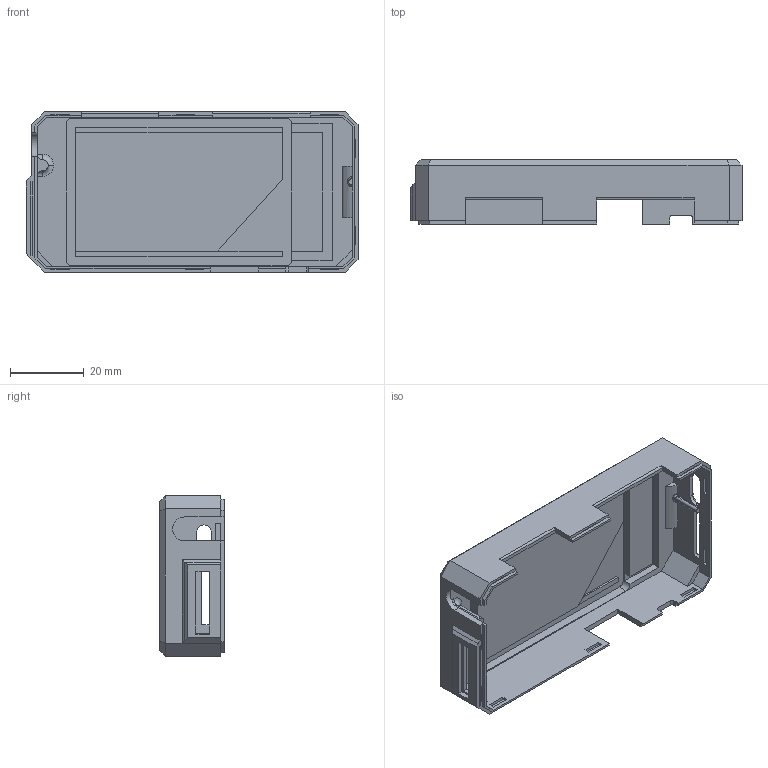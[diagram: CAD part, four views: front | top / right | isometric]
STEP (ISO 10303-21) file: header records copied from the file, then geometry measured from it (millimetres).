
FILE_DESCRIPTION (( 'STEP AP214' ), '1' );
FILE_NAME ('shell2加大线圈.step', '2026-01-03T14:11:58', ( '' ), ( '' ), 'SwSTEP 2.0', 'SolidWorks 2020', '' );
FILE_SCHEMA (( 'AUTOMOTIVE_DESIGN' ));
Length unit declared in the file: millimetre
Products named in the file (1): shell2加大线圈
Bounding box: 90 x 17.5 x 43.5 mm (x, y, z)
Volume: 15136 mm3; surface area: 16032 mm2
Topology: 1 solids, 1 shells, 288 faces, 800 edges, 517 vertices
Faces by surface type: plane 232, cylinder 47, torus 7, bspline 2
Entity records: 9236 total; most frequent: CARTESIAN_POINT 1731, ORIENTED_EDGE 1600, DIRECTION 1462, EDGE_CURVE 800, VECTOR 690, LINE 690, VERTEX_POINT 517, AXIS2_PLACEMENT_3D 386
